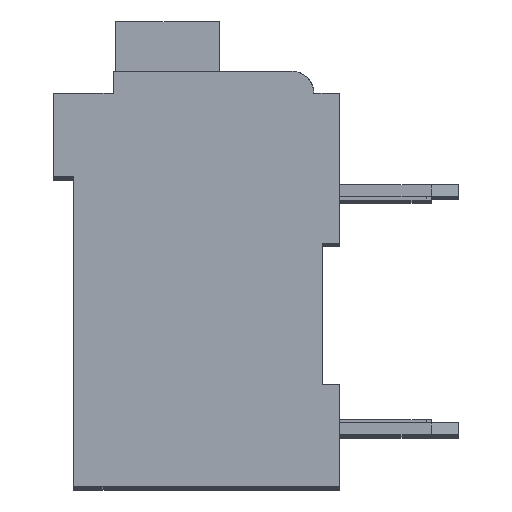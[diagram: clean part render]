
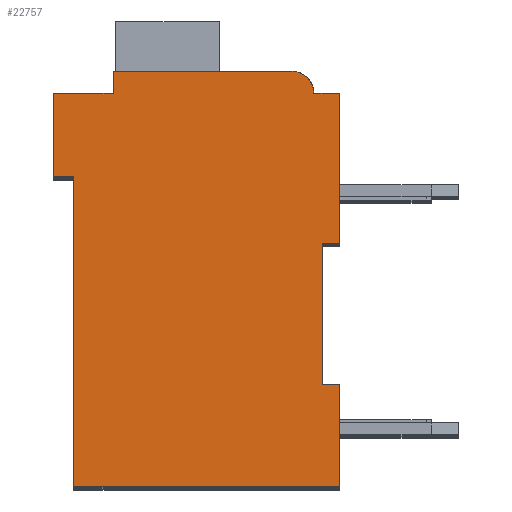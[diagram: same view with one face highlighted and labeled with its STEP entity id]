
A CAD part, top view. The second image highlights one B-rep face of the part: STEP entity #22757.
In plain terms, the highlighted planar face has unit normal (0, 0, 1).
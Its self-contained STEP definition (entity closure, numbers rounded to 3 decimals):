
#2562=DIRECTION('',(1.,0.,0.));
#2563=VECTOR('',#2562,0.5);
#2564=CARTESIAN_POINT('',(7.3,7.15,2.1));
#2565=LINE('',#2564,#2563);
#2566=DIRECTION('',(0.,1.,0.));
#2567=VECTOR('',#2566,4.15);
#2568=CARTESIAN_POINT('',(7.3,3.,2.1));
#2569=LINE('',#2568,#2567);
#2570=DIRECTION('',(-1.,0.,0.));
#2571=VECTOR('',#2570,0.5);
#2572=CARTESIAN_POINT('',(7.8,3.,2.1));
#2573=LINE('',#2572,#2571);
#2574=DIRECTION('',(0.,1.,0.));
#2575=VECTOR('',#2574,3.);
#2576=CARTESIAN_POINT('',(7.8,0.,2.1));
#2577=LINE('',#2576,#2575);
#2578=DIRECTION('',(1.,0.,0.));
#2579=VECTOR('',#2578,7.8);
#2580=CARTESIAN_POINT('',(0.,0.,2.1));
#2581=LINE('',#2580,#2579);
#2582=DIRECTION('',(0.,-1.,0.));
#2583=VECTOR('',#2582,9.1);
#2584=CARTESIAN_POINT('',(0.,9.1,2.1));
#2585=LINE('',#2584,#2583);
#2586=DIRECTION('',(1.,0.,0.));
#2587=VECTOR('',#2586,0.6);
#2588=CARTESIAN_POINT('',(-0.6,9.1,2.1));
#2589=LINE('',#2588,#2587);
#2590=DIRECTION('',(0.,-1.,0.));
#2591=VECTOR('',#2590,2.45);
#2592=CARTESIAN_POINT('',(-0.6,11.55,2.1));
#2593=LINE('',#2592,#2591);
#2594=DIRECTION('',(-1.,0.,0.));
#2595=VECTOR('',#2594,1.75);
#2596=CARTESIAN_POINT('',(1.15,11.55,2.1));
#2597=LINE('',#2596,#2595);
#2598=DIRECTION('',(0.,-1.,0.));
#2599=VECTOR('',#2598,0.65);
#2600=CARTESIAN_POINT('',(1.15,12.2,2.1));
#2601=LINE('',#2600,#2599);
#2602=DIRECTION('',(-1.,0.,0.));
#2603=VECTOR('',#2602,5.25);
#2604=CARTESIAN_POINT('',(6.4,12.2,2.1));
#2605=LINE('',#2604,#2603);
#2606=CARTESIAN_POINT('',(6.4,11.55,2.1));
#2607=DIRECTION('',(0.,0.,1.));
#2608=DIRECTION('',(1.,0.,0.));
#2609=AXIS2_PLACEMENT_3D('',#2606,#2607,#2608);
#2611=DIRECTION('',(-1.,0.,0.));
#2612=VECTOR('',#2611,0.75);
#2613=CARTESIAN_POINT('',(7.8,11.55,2.1));
#2614=LINE('',#2613,#2612);
#2615=DIRECTION('',(0.,1.,0.));
#2616=VECTOR('',#2615,4.4);
#2617=CARTESIAN_POINT('',(7.8,7.15,2.1));
#2618=LINE('',#2617,#2616);
#15783=CARTESIAN_POINT('',(7.3,7.15,2.1));
#15784=CARTESIAN_POINT('',(7.8,7.15,2.1));
#15785=VERTEX_POINT('',#15783);
#15786=VERTEX_POINT('',#15784);
#15787=CARTESIAN_POINT('',(7.8,11.55,2.1));
#15788=VERTEX_POINT('',#15787);
#15789=CARTESIAN_POINT('',(7.05,11.55,2.1));
#15790=VERTEX_POINT('',#15789);
#15791=CARTESIAN_POINT('',(6.4,12.2,2.1));
#15792=VERTEX_POINT('',#15791);
#15793=CARTESIAN_POINT('',(1.15,12.2,2.1));
#15794=VERTEX_POINT('',#15793);
#15795=CARTESIAN_POINT('',(1.15,11.55,2.1));
#15796=VERTEX_POINT('',#15795);
#15797=CARTESIAN_POINT('',(-0.6,11.55,2.1));
#15798=VERTEX_POINT('',#15797);
#15799=CARTESIAN_POINT('',(-0.6,9.1,2.1));
#15800=VERTEX_POINT('',#15799);
#15801=CARTESIAN_POINT('',(0.,9.1,2.1));
#15802=VERTEX_POINT('',#15801);
#15803=CARTESIAN_POINT('',(0.,0.,2.1));
#15804=VERTEX_POINT('',#15803);
#15805=CARTESIAN_POINT('',(7.8,0.,2.1));
#15806=VERTEX_POINT('',#15805);
#15807=CARTESIAN_POINT('',(7.8,3.,2.1));
#15808=VERTEX_POINT('',#15807);
#15809=CARTESIAN_POINT('',(7.3,3.,2.1));
#15810=VERTEX_POINT('',#15809);
#22727=CARTESIAN_POINT('',(0.,0.,2.1));
#22728=DIRECTION('',(0.,0.,1.));
#22729=DIRECTION('',(1.,0.,0.));
#22730=AXIS2_PLACEMENT_3D('',#22727,#22728,#22729);
#22731=PLANE('',#22730);
#22732=ORIENTED_EDGE('',*,*,#20752,.F.);
#22733=ORIENTED_EDGE('',*,*,#21546,.F.);
#22735=ORIENTED_EDGE('',*,*,#22734,.F.);
#22737=ORIENTED_EDGE('',*,*,#22736,.F.);
#22738=ORIENTED_EDGE('',*,*,#22327,.F.);
#22739=ORIENTED_EDGE('',*,*,#22180,.F.);
#22741=ORIENTED_EDGE('',*,*,#22740,.F.);
#22743=ORIENTED_EDGE('',*,*,#22742,.F.);
#22745=ORIENTED_EDGE('',*,*,#22744,.F.);
#22747=ORIENTED_EDGE('',*,*,#22746,.F.);
#22749=ORIENTED_EDGE('',*,*,#22748,.F.);
#22751=ORIENTED_EDGE('',*,*,#22750,.F.);
#22753=ORIENTED_EDGE('',*,*,#22752,.F.);
#22754=ORIENTED_EDGE('',*,*,#21182,.F.);
#22755=EDGE_LOOP('',(#22732,#22733,#22735,#22737,#22738,#22739,#22741,#22743,
#22745,#22747,#22749,#22751,#22753,#22754));
#22756=FACE_OUTER_BOUND('',#22755,.F.);
#2610=CIRCLE('',#2609,0.65);
#20752=EDGE_CURVE('',#15785,#15786,#2565,.T.);
#21182=EDGE_CURVE('',#15786,#15788,#2618,.T.);
#21546=EDGE_CURVE('',#15810,#15785,#2569,.T.);
#22180=EDGE_CURVE('',#15802,#15804,#2585,.T.);
#22327=EDGE_CURVE('',#15804,#15806,#2581,.T.);
#22734=EDGE_CURVE('',#15808,#15810,#2573,.T.);
#22736=EDGE_CURVE('',#15806,#15808,#2577,.T.);
#22740=EDGE_CURVE('',#15800,#15802,#2589,.T.);
#22742=EDGE_CURVE('',#15798,#15800,#2593,.T.);
#22744=EDGE_CURVE('',#15796,#15798,#2597,.T.);
#22746=EDGE_CURVE('',#15794,#15796,#2601,.T.);
#22748=EDGE_CURVE('',#15792,#15794,#2605,.T.);
#22750=EDGE_CURVE('',#15790,#15792,#2610,.T.);
#22752=EDGE_CURVE('',#15788,#15790,#2614,.T.);
#22757=ADVANCED_FACE('',(#22756),#22731,.T.);
